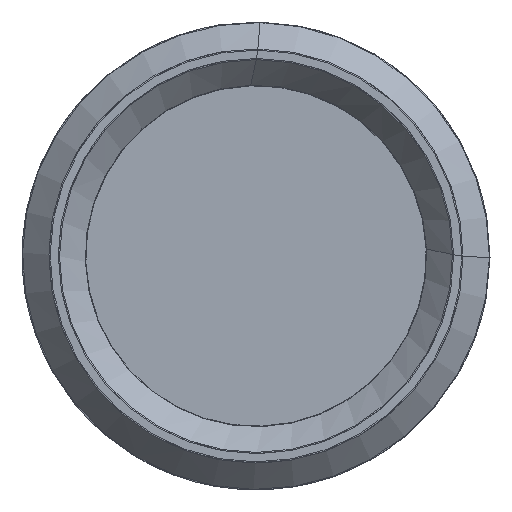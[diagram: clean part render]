
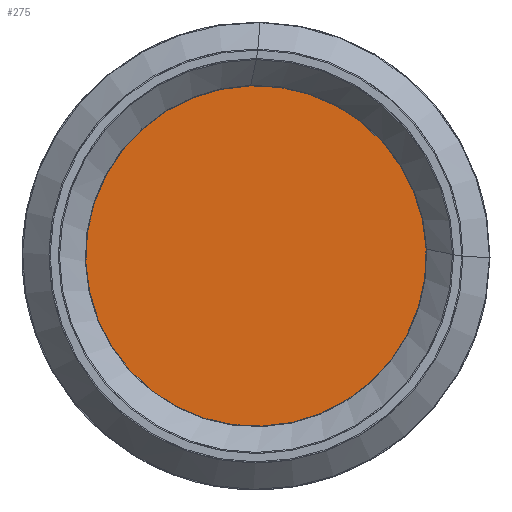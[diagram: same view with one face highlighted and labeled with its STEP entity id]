
A CAD part, left-side view. The second image highlights one B-rep face of the part: STEP entity #275.
In plain terms, the highlighted planar face has unit normal (-1, 0, 0).
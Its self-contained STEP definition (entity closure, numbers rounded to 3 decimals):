
#275=ADVANCED_FACE('',(#325),#291,.F.);
#291=PLANE('',#830);
#325=FACE_OUTER_BOUND('',#369,.T.);
#369=EDGE_LOOP('',(#590));
#442=CIRCLE('',#829,41.979);
#590=ORIENTED_EDGE('',*,*,#726,.T.);
#647=VERTEX_POINT('',#1641);
#726=EDGE_CURVE('',#647,#647,#442,.T.);
#829=AXIS2_PLACEMENT_3D('',#1640,#989,#990);
#830=AXIS2_PLACEMENT_3D('',#1649,#992,#993);
#989=DIRECTION('',(-1.,0.,0.));
#990=DIRECTION('',(0.,0.,1.));
#992=DIRECTION('',(1.,0.,0.));
#993=DIRECTION('',(0.,0.,-1.));
#1640=CARTESIAN_POINT('',(8.,0.,0.));
#1641=CARTESIAN_POINT('',(8.,0.,41.979));
#1649=CARTESIAN_POINT('',(8.,15.,0.));
